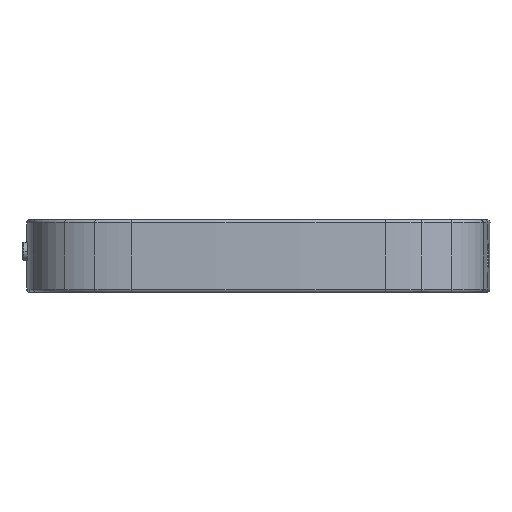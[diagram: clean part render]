
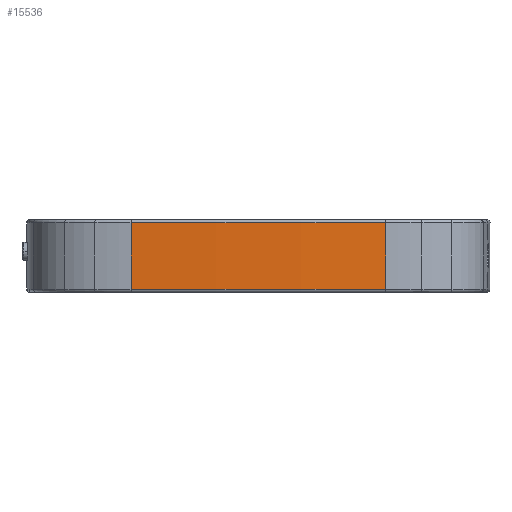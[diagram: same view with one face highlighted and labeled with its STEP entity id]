
A CAD part, front view. The second image highlights one B-rep face of the part: STEP entity #15536.
In plain terms, the highlighted cylindrical face has radius 283.742 mm (diameter 567.484 mm), a partial arc.
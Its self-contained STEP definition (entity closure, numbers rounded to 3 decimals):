
#9501=DIRECTION('',(0.,0.,1.));
#9502=VECTOR('',#9501,9.972);
#9503=CARTESIAN_POINT('',(19.242,-65.325,-9.872));
#9504=LINE('',#9503,#9502);
#9515=CARTESIAN_POINT('',(0.,217.764,0.1));
#9516=DIRECTION('',(0.,0.,-1.));
#9517=DIRECTION('',(0.068,-0.998,0.));
#9518=AXIS2_PLACEMENT_3D('',#9515,#9516,#9517);
#9520=CARTESIAN_POINT('',(0.,217.764,-9.872));
#9521=DIRECTION('',(0.,0.,1.));
#9522=DIRECTION('',(-0.068,-0.998,0.));
#9523=AXIS2_PLACEMENT_3D('',#9520,#9521,#9522);
#9525=DIRECTION('',(0.,0.,1.));
#9526=VECTOR('',#9525,9.972);
#9527=CARTESIAN_POINT('',(-19.242,-65.325,-9.872));
#9528=LINE('',#9527,#9526);
#10290=CARTESIAN_POINT('',(19.242,-65.325,0.1));
#10291=VERTEX_POINT('',#10290);
#10294=CARTESIAN_POINT('',(-19.242,-65.325,0.1));
#10295=VERTEX_POINT('',#10294);
#10322=CARTESIAN_POINT('',(19.242,-65.325,-9.872));
#10324=VERTEX_POINT('',#10322);
#10326=CARTESIAN_POINT('',(-19.242,-65.325,-9.872));
#10327=VERTEX_POINT('',#10326);
#15523=CARTESIAN_POINT('',(0.,217.764,-16.5));
#15524=DIRECTION('',(0.,0.,1.));
#15525=DIRECTION('',(0.,-1.,0.));
#15526=AXIS2_PLACEMENT_3D('',#15523,#15524,#15525);
#15527=CYLINDRICAL_SURFACE('',#15526,283.742);
#15529=ORIENTED_EDGE('',*,*,#15528,.F.);
#15530=ORIENTED_EDGE('',*,*,#15491,.F.);
#15531=ORIENTED_EDGE('',*,*,#15514,.F.);
#15533=ORIENTED_EDGE('',*,*,#15532,.T.);
#15534=EDGE_LOOP('',(#15529,#15530,#15531,#15533));
#15535=FACE_OUTER_BOUND('',#15534,.F.);
#15536=ADVANCED_FACE('',(#15535),#15527,.T.);
#9519=CIRCLE('',#9518,283.742);
#9524=CIRCLE('',#9523,283.742);
#15491=EDGE_CURVE('',#10324,#10291,#9504,.T.);
#15514=EDGE_CURVE('',#10327,#10324,#9524,.T.);
#15528=EDGE_CURVE('',#10291,#10295,#9519,.T.);
#15532=EDGE_CURVE('',#10327,#10295,#9528,.T.);
